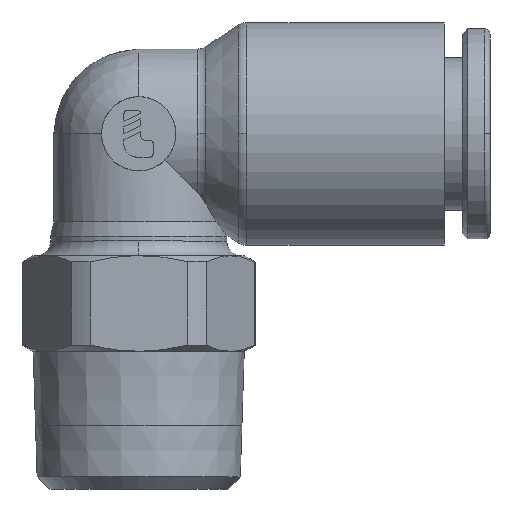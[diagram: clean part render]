
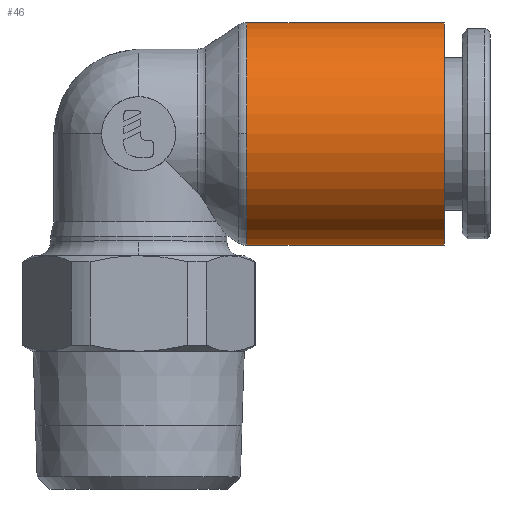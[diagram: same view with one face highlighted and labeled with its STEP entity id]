
A CAD part, top view. The second image highlights one B-rep face of the part: STEP entity #46.
In plain terms, the highlighted cylindrical face has radius 5.25 mm (diameter 10.5 mm), a partial arc.
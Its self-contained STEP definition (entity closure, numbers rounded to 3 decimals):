
#46=ADVANCED_FACE('',(#154),#155,.T.);
#154=FACE_OUTER_BOUND('',#380,.T.);
#155=CYLINDRICAL_SURFACE('',#381,5.25);
#380=EDGE_LOOP('',(#606,#607,#608,#609,#610));
#381=AXIS2_PLACEMENT_3D('',#611,#612,#613);
#606=ORIENTED_EDGE('',*,*,#1447,.F.);
#607=ORIENTED_EDGE('',*,*,#1448,.T.);
#608=ORIENTED_EDGE('',*,*,#1449,.T.);
#609=ORIENTED_EDGE('',*,*,#1450,.F.);
#610=ORIENTED_EDGE('',*,*,#1451,.F.);
#611=CARTESIAN_POINT('',(9.75,10.248,0.0));
#612=DIRECTION('',(1.0,0.0,0.0));
#613=DIRECTION('',(0.0,1.0,0.0));
#1447=EDGE_CURVE('',#1707,#1708,#1709,.T.);
#1448=EDGE_CURVE('',#1707,#1710,#1711,.T.);
#1449=EDGE_CURVE('',#1710,#1712,#1713,.T.);
#1450=EDGE_CURVE('',#1714,#1712,#1715,.T.);
#1451=EDGE_CURVE('',#1708,#1714,#1716,.T.);
#1707=VERTEX_POINT('',#2132);
#1708=VERTEX_POINT('',#2133);
#1709=LINE('',#2134,#2135);
#1710=VERTEX_POINT('',#2136);
#1711=CIRCLE('',#2137,5.25);
#1712=VERTEX_POINT('',#2138);
#1713=CIRCLE('',#2139,5.25);
#1714=VERTEX_POINT('',#2140);
#1715=LINE('',#2141,#2142);
#1716=CIRCLE('',#2143,5.25);
#2132=CARTESIAN_POINT('',(5.1,15.498,0.0));
#2133=CARTESIAN_POINT('',(14.4,15.498,0.0));
#2134=CARTESIAN_POINT('',(9.75,15.498,0.));
#2135=VECTOR('',#3163,1.0);
#2136=CARTESIAN_POINT('',(5.1,10.248,5.25));
#2137=AXIS2_PLACEMENT_3D('',#3164,#3165,#3166);
#2138=CARTESIAN_POINT('',(5.1,4.998,0.));
#2139=AXIS2_PLACEMENT_3D('',#3167,#3168,#3169);
#2140=CARTESIAN_POINT('',(14.4,4.998,0.));
#2141=CARTESIAN_POINT('',(9.75,4.998,0.));
#2142=VECTOR('',#3170,1.0);
#2143=AXIS2_PLACEMENT_3D('',#3171,#3172,#3173);
#3163=DIRECTION('',(1.0,0.0,0.0));
#3164=CARTESIAN_POINT('',(5.1,10.248,0.0));
#3165=DIRECTION('',(1.0,0.0,0.0));
#3166=DIRECTION('',(0.0,1.0,0.0));
#3167=CARTESIAN_POINT('',(5.1,10.248,0.0));
#3168=DIRECTION('',(1.0,0.0,0.0));
#3169=DIRECTION('',(0.0,1.0,0.0));
#3170=DIRECTION('',(-1.0,-0.0,-0.0));
#3171=CARTESIAN_POINT('',(14.4,10.248,0.0));
#3172=DIRECTION('',(1.0,0.0,0.0));
#3173=DIRECTION('',(0.0,1.0,0.0));
